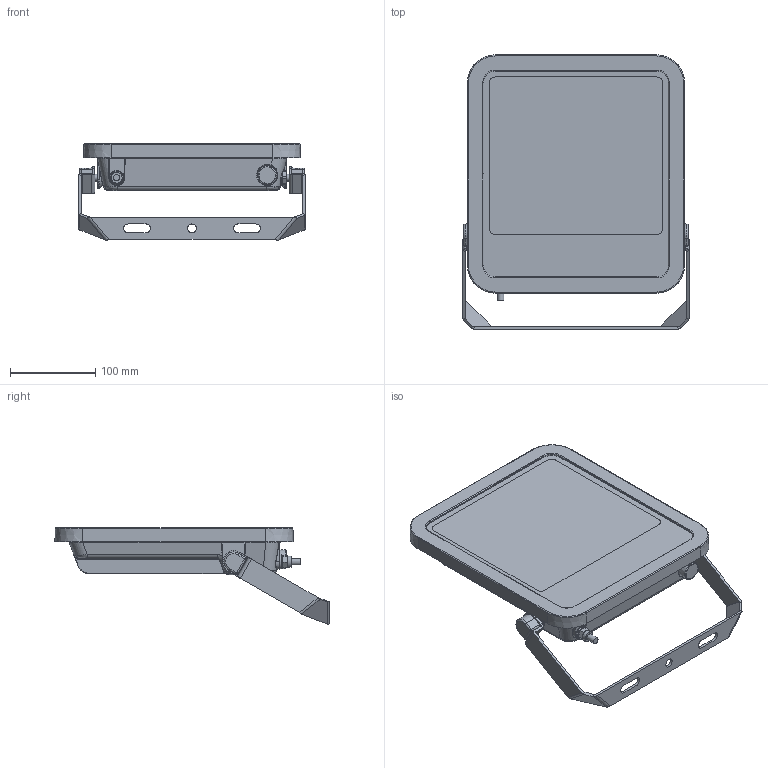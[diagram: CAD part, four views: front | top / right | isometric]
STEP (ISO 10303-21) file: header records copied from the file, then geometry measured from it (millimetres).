
FILE_DESCRIPTION (( 'STEP AP214' ), '1' );
FILE_NAME ('FL_AREA_G2_67W.STEP', '2025-06-12T13:21:22', ( '' ), ( '' ), 'SwSTEP 2.0', 'SolidWorks 2024', '' );
FILE_SCHEMA (( 'AUTOMOTIVE_DESIGN' ));
Length unit declared in the file: millimetre
Products named in the file (1): FL_AREA_G2_67W
Bounding box: 266 x 322.15 x 113.28 mm (x, y, z)
Volume: 740226 mm3; surface area: 512670.8 mm2
Topology: 10 solids, 11 shells, 993 faces, 2405 edges, 1356 vertices
Faces by surface type: cylinder 322, bspline 317, plane 269, cone 38, torus 25, sphere 22
Full cylindrical faces by diameter (mm): 7.4 x1, 8 x2, 8.5 x2, 12.8 x1, 15.3 x1, 16.8 x1
Entity records: 40514 total; most frequent: CARTESIAN_POINT 20488, ORIENTED_EDGE 4598, DIRECTION 3582, EDGE_CURVE 2299, VERTEX_POINT 1352, AXIS2_PLACEMENT_3D 1336, EDGE_LOOP 1031, FACE_OUTER_BOUND 1003
